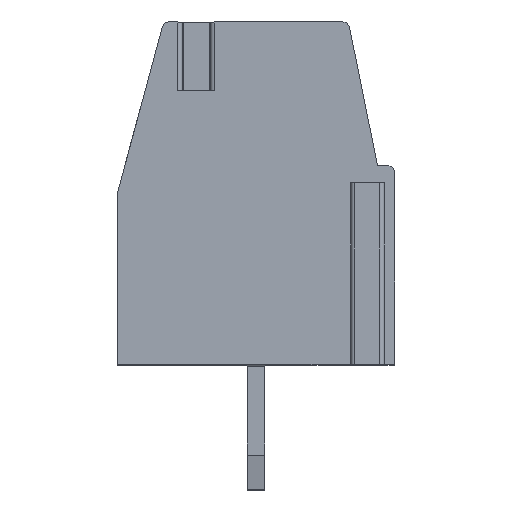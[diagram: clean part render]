
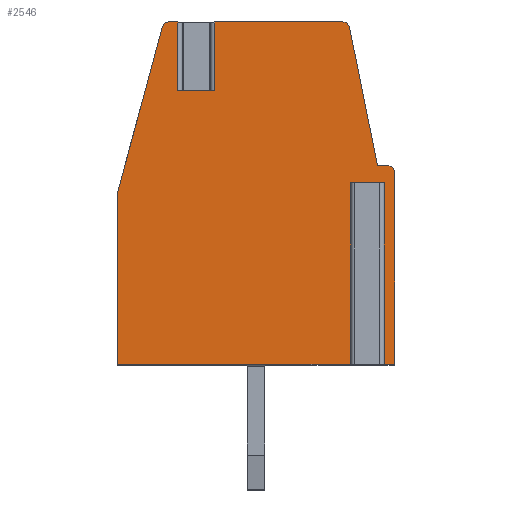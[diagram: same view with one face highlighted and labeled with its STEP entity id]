
A CAD part, top view. The second image highlights one B-rep face of the part: STEP entity #2546.
In plain terms, the highlighted planar face has unit normal (0, 0, 1).
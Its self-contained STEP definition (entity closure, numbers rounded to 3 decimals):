
#214=DIRECTION('',(-1.,0.,0.));
#215=VECTOR('',#214,1.07);
#216=CARTESIAN_POINT('',(-1.21,3.,2.5));
#217=LINE('',#216,#215);
#218=DIRECTION('',(0.,1.,0.));
#219=VECTOR('',#218,2.);
#220=CARTESIAN_POINT('',(-1.21,3.,2.5));
#221=LINE('',#220,#219);
#222=DIRECTION('',(-1.,0.,0.));
#223=VECTOR('',#222,3.746);
#224=CARTESIAN_POINT('',(2.536,5.,2.5));
#225=LINE('',#224,#223);
#226=CARTESIAN_POINT('',(2.536,4.8,2.5));
#227=DIRECTION('',(0.,0.,1.));
#228=DIRECTION('',(0.98,0.198,0.));
#229=AXIS2_PLACEMENT_3D('',#226,#227,#228);
#231=DIRECTION('',(-0.198,0.98,0.));
#232=VECTOR('',#231,4.122);
#233=CARTESIAN_POINT('',(3.55,0.8,2.5));
#234=LINE('',#233,#232);
#235=DIRECTION('',(-1.,0.,0.));
#236=VECTOR('',#235,0.3);
#237=CARTESIAN_POINT('',(3.85,0.8,2.5));
#238=LINE('',#237,#236);
#239=CARTESIAN_POINT('',(3.85,0.6,2.5));
#240=DIRECTION('',(0.,0.,1.));
#241=DIRECTION('',(1.,0.,0.));
#242=AXIS2_PLACEMENT_3D('',#239,#240,#241);
#244=DIRECTION('',(0.,1.,0.));
#245=VECTOR('',#244,5.6);
#246=CARTESIAN_POINT('',(4.05,-5.,2.5));
#247=LINE('',#246,#245);
#248=DIRECTION('',(1.,0.,0.));
#249=VECTOR('',#248,0.495);
#250=CARTESIAN_POINT('',(3.555,-5.,2.5));
#251=LINE('',#250,#249);
#252=DIRECTION('',(0.,1.,0.));
#253=VECTOR('',#252,5.3);
#254=CARTESIAN_POINT('',(3.555,-5.,2.5));
#255=LINE('',#254,#253);
#256=DIRECTION('',(1.,0.,0.));
#257=VECTOR('',#256,0.6);
#258=CARTESIAN_POINT('',(2.955,0.3,2.5));
#259=LINE('',#258,#257);
#260=DIRECTION('',(0.,1.,0.));
#261=VECTOR('',#260,5.3);
#262=CARTESIAN_POINT('',(2.955,-5.,2.5));
#263=LINE('',#262,#261);
#264=DIRECTION('',(1.,0.,0.));
#265=VECTOR('',#264,7.005);
#266=CARTESIAN_POINT('',(-4.05,-5.,2.5));
#267=LINE('',#266,#265);
#268=DIRECTION('',(0.,-1.,0.));
#269=VECTOR('',#268,5.);
#270=CARTESIAN_POINT('',(-4.05,0.,2.5));
#271=LINE('',#270,#269);
#272=DIRECTION('',(-0.261,-0.965,0.));
#273=VECTOR('',#272,5.026);
#274=CARTESIAN_POINT('',(-2.74,4.852,2.5));
#275=LINE('',#274,#273);
#276=CARTESIAN_POINT('',(-2.547,4.8,2.5));
#277=DIRECTION('',(0.,0.,1.));
#278=DIRECTION('',(0.,1.,0.));
#279=AXIS2_PLACEMENT_3D('',#276,#277,#278);
#281=DIRECTION('',(-1.,0.,0.));
#282=VECTOR('',#281,0.267);
#283=CARTESIAN_POINT('',(-2.28,5.,2.5));
#284=LINE('',#283,#282);
#285=DIRECTION('',(0.,1.,0.));
#286=VECTOR('',#285,2.);
#287=CARTESIAN_POINT('',(-2.28,3.,2.5));
#288=LINE('',#287,#286);
#1797=CARTESIAN_POINT('',(4.05,-5.,2.5));
#1798=CARTESIAN_POINT('',(4.05,0.6,2.5));
#1799=VERTEX_POINT('',#1797);
#1800=VERTEX_POINT('',#1798);
#1801=CARTESIAN_POINT('',(3.85,0.8,2.5));
#1802=VERTEX_POINT('',#1801);
#1803=CARTESIAN_POINT('',(3.55,0.8,2.5));
#1804=VERTEX_POINT('',#1803);
#1805=CARTESIAN_POINT('',(2.732,4.84,2.5));
#1806=VERTEX_POINT('',#1805);
#1807=CARTESIAN_POINT('',(2.536,5.,2.5));
#1808=VERTEX_POINT('',#1807);
#1809=CARTESIAN_POINT('',(-2.547,5.,2.5));
#1810=CARTESIAN_POINT('',(-2.74,4.852,2.5));
#1811=VERTEX_POINT('',#1809);
#1812=VERTEX_POINT('',#1810);
#1813=CARTESIAN_POINT('',(-4.05,0.,2.5));
#1814=VERTEX_POINT('',#1813);
#1815=CARTESIAN_POINT('',(-4.05,-5.,2.5));
#1816=VERTEX_POINT('',#1815);
#1833=CARTESIAN_POINT('',(2.955,0.3,2.5));
#1834=CARTESIAN_POINT('',(3.555,0.3,2.5));
#1835=VERTEX_POINT('',#1833);
#1836=VERTEX_POINT('',#1834);
#1837=CARTESIAN_POINT('',(2.955,-5.,2.5));
#1838=VERTEX_POINT('',#1837);
#1839=CARTESIAN_POINT('',(3.555,-5.,2.5));
#1840=VERTEX_POINT('',#1839);
#1909=CARTESIAN_POINT('',(-1.21,3.,2.5));
#1910=CARTESIAN_POINT('',(-2.28,3.,2.5));
#1911=VERTEX_POINT('',#1909);
#1912=VERTEX_POINT('',#1910);
#1913=CARTESIAN_POINT('',(-2.28,5.,2.5));
#1914=VERTEX_POINT('',#1913);
#1915=CARTESIAN_POINT('',(-1.21,5.,2.5));
#1916=VERTEX_POINT('',#1915);
#2506=CARTESIAN_POINT('',(0.,0.,2.5));
#2507=DIRECTION('',(0.,0.,1.));
#2508=DIRECTION('',(1.,0.,0.));
#2509=AXIS2_PLACEMENT_3D('',#2506,#2507,#2508);
#2510=PLANE('',#2509);
#2512=ORIENTED_EDGE('',*,*,#2511,.F.);
#2513=ORIENTED_EDGE('',*,*,#2497,.T.);
#2514=ORIENTED_EDGE('',*,*,#2420,.F.);
#2516=ORIENTED_EDGE('',*,*,#2515,.F.);
#2518=ORIENTED_EDGE('',*,*,#2517,.F.);
#2520=ORIENTED_EDGE('',*,*,#2519,.F.);
#2522=ORIENTED_EDGE('',*,*,#2521,.F.);
#2524=ORIENTED_EDGE('',*,*,#2523,.F.);
#2526=ORIENTED_EDGE('',*,*,#2525,.F.);
#2528=ORIENTED_EDGE('',*,*,#2527,.T.);
#2530=ORIENTED_EDGE('',*,*,#2529,.F.);
#2532=ORIENTED_EDGE('',*,*,#2531,.F.);
#2534=ORIENTED_EDGE('',*,*,#2533,.F.);
#2536=ORIENTED_EDGE('',*,*,#2535,.F.);
#2538=ORIENTED_EDGE('',*,*,#2537,.F.);
#2540=ORIENTED_EDGE('',*,*,#2539,.F.);
#2541=ORIENTED_EDGE('',*,*,#2403,.F.);
#2543=ORIENTED_EDGE('',*,*,#2542,.F.);
#2544=EDGE_LOOP('',(#2512,#2513,#2514,#2516,#2518,#2520,#2522,#2524,#2526,#2528,
#2530,#2532,#2534,#2536,#2538,#2540,#2541,#2543));
#2545=FACE_OUTER_BOUND('',#2544,.F.);
#230=CIRCLE('',#229,0.2);
#243=CIRCLE('',#242,0.2);
#280=CIRCLE('',#279,0.2);
#2403=EDGE_CURVE('',#1914,#1811,#284,.T.);
#2420=EDGE_CURVE('',#1808,#1916,#225,.T.);
#2497=EDGE_CURVE('',#1911,#1916,#221,.T.);
#2511=EDGE_CURVE('',#1911,#1912,#217,.T.);
#2515=EDGE_CURVE('',#1806,#1808,#230,.T.);
#2517=EDGE_CURVE('',#1804,#1806,#234,.T.);
#2519=EDGE_CURVE('',#1802,#1804,#238,.T.);
#2521=EDGE_CURVE('',#1800,#1802,#243,.T.);
#2523=EDGE_CURVE('',#1799,#1800,#247,.T.);
#2525=EDGE_CURVE('',#1840,#1799,#251,.T.);
#2527=EDGE_CURVE('',#1840,#1836,#255,.T.);
#2529=EDGE_CURVE('',#1835,#1836,#259,.T.);
#2531=EDGE_CURVE('',#1838,#1835,#263,.T.);
#2533=EDGE_CURVE('',#1816,#1838,#267,.T.);
#2535=EDGE_CURVE('',#1814,#1816,#271,.T.);
#2537=EDGE_CURVE('',#1812,#1814,#275,.T.);
#2539=EDGE_CURVE('',#1811,#1812,#280,.T.);
#2542=EDGE_CURVE('',#1912,#1914,#288,.T.);
#2546=ADVANCED_FACE('',(#2545),#2510,.T.);
